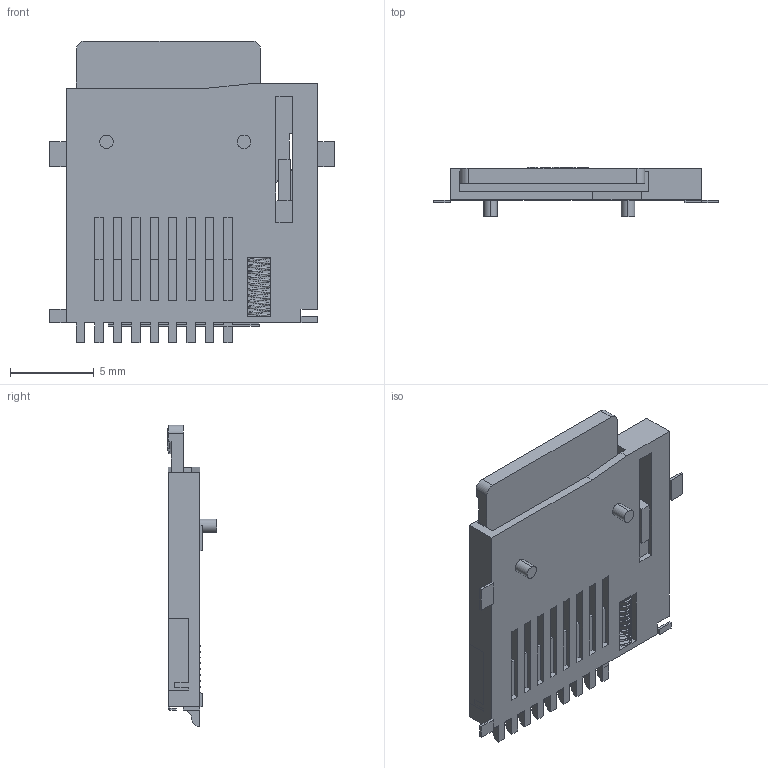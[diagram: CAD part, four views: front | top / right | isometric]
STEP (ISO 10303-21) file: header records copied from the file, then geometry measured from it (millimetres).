
FILE_DESCRIPTION (( 'STEP AP214' ), '1' );
FILE_NAME ('2892A28A-948E-4A81-9D7D-C500321005F1.STEP', '2024-03-07T05:24:21', ( '' ), ( '' ), 'SwSTEP 2.0', 'SolidWorks 2022', '' );
FILE_SCHEMA (( 'AUTOMOTIVE_DESIGN' ));
Length unit declared in the file: millimetre
Products named in the file (1): 2892A28A-948E-4A81-9D7D-C500321005F1
Bounding box: 17 x 2.95 x 18 mm (x, y, z)
Volume: 347.4 mm3; surface area: 1159.9 mm2
Topology: 7 solids, 7 shells, 323 faces, 888 edges, 594 vertices
Faces by surface type: plane 251, bspline 38, cylinder 32, torus 2
Entity records: 14741 total; most frequent: CARTESIAN_POINT 5673, ORIENTED_EDGE 1776, DIRECTION 1431, EDGE_CURVE 888, VECTOR 717, LINE 717, VERTEX_POINT 594, EDGE_LOOP 362
